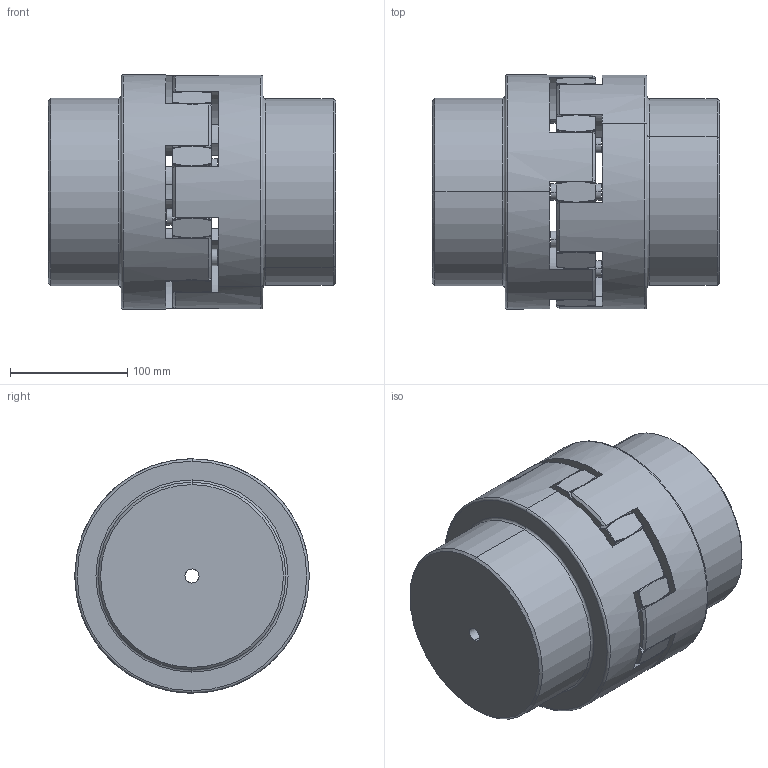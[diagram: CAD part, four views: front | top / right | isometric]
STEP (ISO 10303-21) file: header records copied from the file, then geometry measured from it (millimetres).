
FILE_DESCRIPTION((''),'2;1');
FILE_NAME('CJ90-100-2A_ASM','2013-02-28T',('ppetruska'),(''),'PRO/ENGINEER BY PARAMETRIC TECHNOLOGY CORPORATION, 2012480','PRO/ENGINEER BY PARAMETRIC TECHNOLOGY CORPORATION, 2012480','');
FILE_SCHEMA(('CONFIG_CONTROL_DESIGN'));
Length unit declared in the file: millimetre
Products named in the file (3): CJ90-100-SPIDER; CJ90-100-HUB-A; CJ90-100-2A_ASM
Assembly tree (3 placements, depth 2):
  CJ90-100-2A_ASM
    CJ90-100-SPIDER
    CJ90-100-HUB-A  x2
Bounding box: 245 x 200 x 200 mm (x, y, z)
Volume: 5652490.9 mm3; surface area: 372491.1 mm2
Topology: 3 solids, 3 shells, 479 faces, 1091 edges, 630 vertices
Faces by surface type: bspline 251, cylinder 168, plane 38, cone 14, torus 8
Entity records: 19215 total; most frequent: CARTESIAN_POINT 11381, ORIENTED_EDGE 1960, DIRECTION 1106, EDGE_CURVE 980, VERTEX_POINT 558, B_SPLINE_CURVE_WITH_KNOTS 533, AXIS2_PLACEMENT_3D 467, EDGE_LOOP 452
